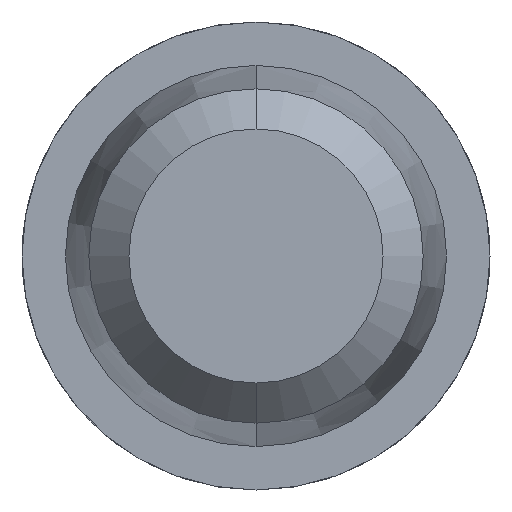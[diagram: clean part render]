
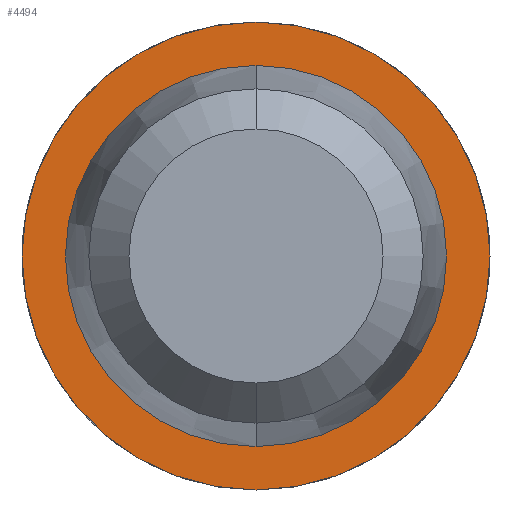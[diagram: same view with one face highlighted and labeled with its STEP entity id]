
A CAD part, front view. The second image highlights one B-rep face of the part: STEP entity #4494.
In plain terms, the highlighted planar face has unit normal (0, -1, 0).
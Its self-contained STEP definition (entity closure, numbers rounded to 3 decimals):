
#300 = CARTESIAN_POINT ( 'NONE',  ( 0., 26., 0. ) ) ;
#431 = ORIENTED_EDGE ( 'NONE', *, *, #2186, .T. ) ;
#484 = VERTEX_POINT ( 'NONE', #747 ) ;
#665 = ORIENTED_EDGE ( 'NONE', *, *, #1043, .T. ) ;
#747 = CARTESIAN_POINT ( 'NONE',  ( 0., 26., 0.57 ) ) ;
#998 = FACE_OUTER_BOUND ( 'NONE', #2598, .T. ) ;
#1001 = CARTESIAN_POINT ( 'NONE',  ( 0.57, 26., 0. ) ) ;
#1039 = CARTESIAN_POINT ( 'NONE',  ( 0., 26., 0.7 ) ) ;
#1043 = EDGE_CURVE ( 'Defeature ausgef�hrt2_10+Defeature ausgef�hrt2_11+Defeature ausgef�hrt2_11+Defeature ausgef�hrt2_11', #3024, #2335, #3548, .T. ) ;
#1048 = ORIENTED_EDGE ( 'NONE', *, *, #2951, .F. ) ;
#1065 = DIRECTION ( 'NONE',  ( 0., -1., 0. ) ) ;
#1159 = CARTESIAN_POINT ( 'NONE',  ( 0., 26., 0. ) ) ;
#1174 = DIRECTION ( 'NONE',  ( 0., -1., 0. ) ) ;
#1373 = FACE_BOUND ( 'NONE', #3498, .T. ) ;
#1477 = CARTESIAN_POINT ( 'NONE',  ( 0., 26., -0.57 ) ) ;
#1512 = DIRECTION ( 'NONE',  ( 0., 0., -1. ) ) ;
#1678 = CARTESIAN_POINT ( 'NONE',  ( 0., 26., -0.7 ) ) ;
#1762 = DIRECTION ( 'NONE',  ( 0., -1., 0. ) ) ;
#1767 = CIRCLE ( 'NONE', #2941, 0.57 ) ;
#1769 = EDGE_CURVE ( 'Defeature ausgef�hrt2_9+Defeature ausgef�hrt2_10+Defeature ausgef�hrt2_10+Defeature ausgef�hrt2_10', #484, #2857, #1767, .T. ) ;
#1904 = CARTESIAN_POINT ( 'NONE',  ( 0., 26., 0. ) ) ;
#2074 = DIRECTION ( 'NONE',  ( 0., 0., -1. ) ) ;
#2154 = DIRECTION ( 'NONE',  ( 0., 0., -1. ) ) ;
#2186 = EDGE_CURVE ( 'Defeature ausgef�hrt2_10+Defeature ausgef�hrt2_11+Defeature ausgef�hrt2_11+Defeature ausgef�hrt2_11', #2335, #3024, #2651, .T. ) ;
#2282 = DIRECTION ( 'NONE',  ( 0., 0., -1. ) ) ;
#2298 = DIRECTION ( 'NONE',  ( 0., -1., 0. ) ) ;
#2335 = VERTEX_POINT ( 'NONE', #1678 ) ;
#2490 = AXIS2_PLACEMENT_3D ( 'NONE', #1001, #4219, #2074 ) ;
#2598 = EDGE_LOOP ( 'NONE', ( #431, #665 ) ) ;
#2651 = CIRCLE ( 'NONE', #3560, 0.7 ) ;
#2701 = AXIS2_PLACEMENT_3D ( 'NONE', #2924, #1762, #2154 ) ;
#2857 = VERTEX_POINT ( 'NONE', #1477 ) ;
#2924 = CARTESIAN_POINT ( 'NONE',  ( 0., 26., 0. ) ) ;
#2941 = AXIS2_PLACEMENT_3D ( 'NONE', #300, #1065, #3555 ) ;
#2951 = EDGE_CURVE ( 'Defeature ausgef�hrt2_9+Defeature ausgef�hrt2_10+Defeature ausgef�hrt2_10+Defeature ausgef�hrt2_10', #2857, #484, #2985, .T. ) ;
#2985 = CIRCLE ( 'NONE', #3713, 0.57 ) ;
#3024 = VERTEX_POINT ( 'NONE', #1039 ) ;
#3125 = PLANE ( 'NONE',  #2490 ) ;
#3498 = EDGE_LOOP ( 'NONE', ( #4284, #1048 ) ) ;
#3548 = CIRCLE ( 'NONE', #2701, 0.7 ) ;
#3555 = DIRECTION ( 'NONE',  ( 0., 0., -1. ) ) ;
#3560 = AXIS2_PLACEMENT_3D ( 'NONE', #1904, #2298, #2282 ) ;
#3713 = AXIS2_PLACEMENT_3D ( 'NONE', #1159, #1174, #1512 ) ;
#4219 = DIRECTION ( 'NONE',  ( 0., -1., 0. ) ) ;
#4284 = ORIENTED_EDGE ( 'NONE', *, *, #1769, .F. ) ;
#4494 = ADVANCED_FACE ( 'Defeature ausgef�hrt2_10', ( #998, #1373 ), #3125, .T. ) ;
